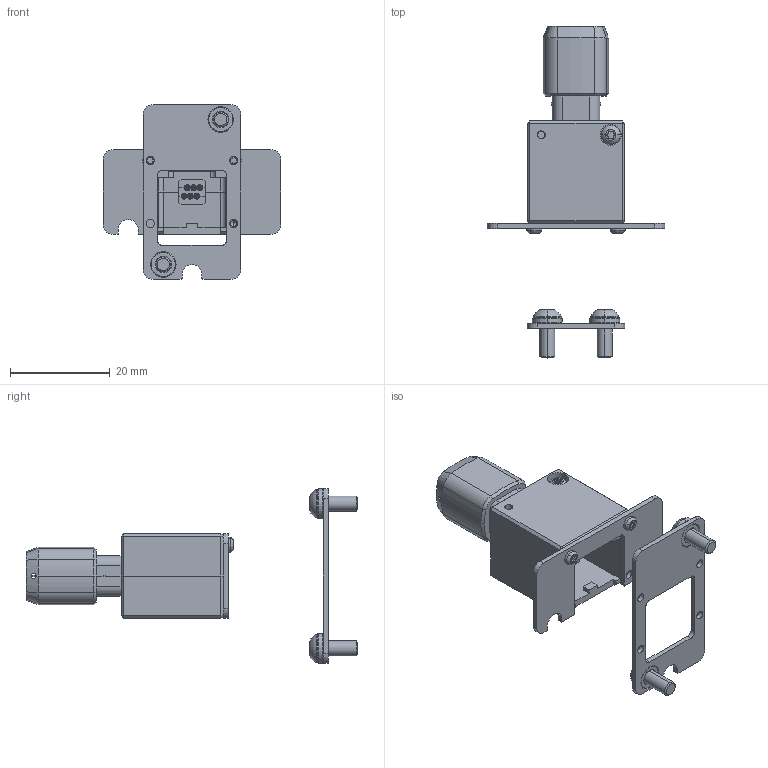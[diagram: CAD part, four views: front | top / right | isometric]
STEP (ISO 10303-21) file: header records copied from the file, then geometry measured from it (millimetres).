
FILE_DESCRIPTION (( 'STEP AP214' ), '1' );
FILE_NAME ('INGUN_116019.STEP', '2024-05-22T10:00:12', ( '' ), ( '' ), 'SwSTEP 2.0', 'SolidWorks 2021', '' );
FILE_SCHEMA (( 'AUTOMOTIVE_DESIGN' ));
Length unit declared in the file: millimetre
Products named in the file (1): INGUN_116019
Bounding box: 35.5 x 66.4 x 35 mm (x, y, z)
Volume: 7789.2 mm3; surface area: 6877.8 mm2
Topology: 9 solids, 11 shells, 699 faces, 1767 edges, 1081 vertices
Faces by surface type: cylinder 317, plane 241, cone 105, sphere 24, torus 12
Entity records: 28654 total; most frequent: DIRECTION 3898, CARTESIAN_POINT 3633, ORIENTED_EDGE 3446, EDGE_CURVE 1723, AXIS2_PLACEMENT_3D 1498, VERTEX_POINT 1081, LINE 902, VECTOR 902
